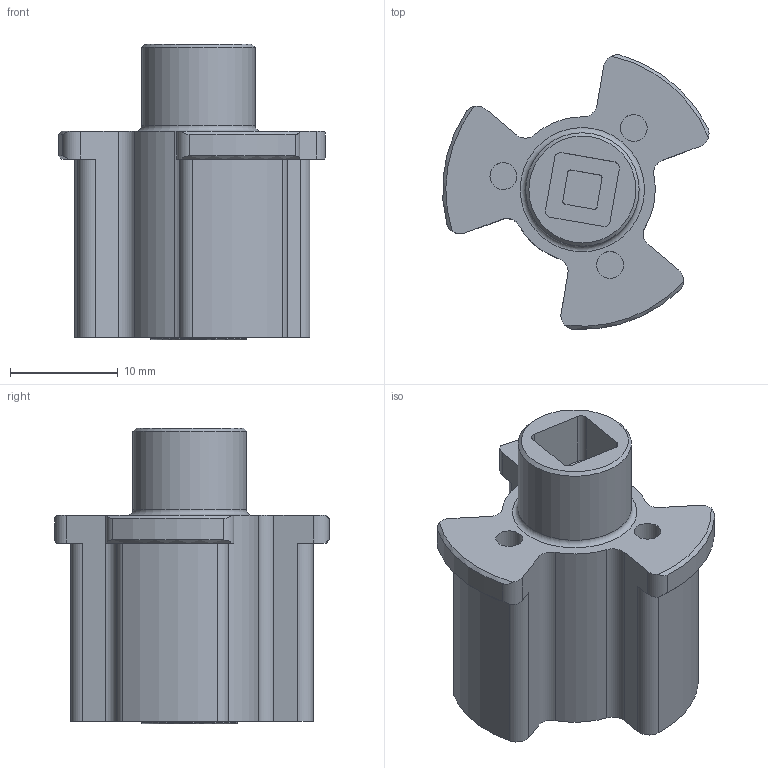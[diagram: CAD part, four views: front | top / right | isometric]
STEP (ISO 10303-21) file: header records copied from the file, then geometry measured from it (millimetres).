
FILE_DESCRIPTION(/* description */ (''),/* implementation_level */ '2;1');
FILE_NAME(/* name */ '3600in.stp',/* time_stamp */ '2023-11-04T14:03:58+07:00',/* author */ ('macbook'),/* organization */ (''),/* preprocessor_version */ 'ST-DEVELOPER v19.2',/* originating_system */ 'Autodesk Inventor 2024',/* authorisation */ '');
FILE_SCHEMA (('AUTOMOTIVE_DESIGN { 1 0 10303 214 3 1 1 }'));
Length unit declared in the file: inch
Products named in the file (3): 3600cart; ShaftSide-01-01; gear sleeve
Assembly tree (2 placements, depth 2):
  3600cart
    ShaftSide-01-01
    gear sleeve
Bounding box: 24.73 x 25.52 x 27.51 mm (x, y, z)
Volume: 6306.5 mm3; surface area: 3811.6 mm2
Topology: 2 solids, 2 shells, 209 faces, 569 edges, 374 vertices
Faces by surface type: cylinder 130, plane 47, torus 23, cone 9
Full cylindrical faces by diameter (mm): 2.47 x1, 2.5 x3, 2.667 x3, 8.91 x1, 10.55 x1
Entity records: 7121 total; most frequent: CARTESIAN_POINT 1612, DIRECTION 1180, ORIENTED_EDGE 1138, EDGE_CURVE 569, AXIS2_PLACEMENT_3D 474, VERTEX_POINT 374, CIRCLE 260, LINE 232
